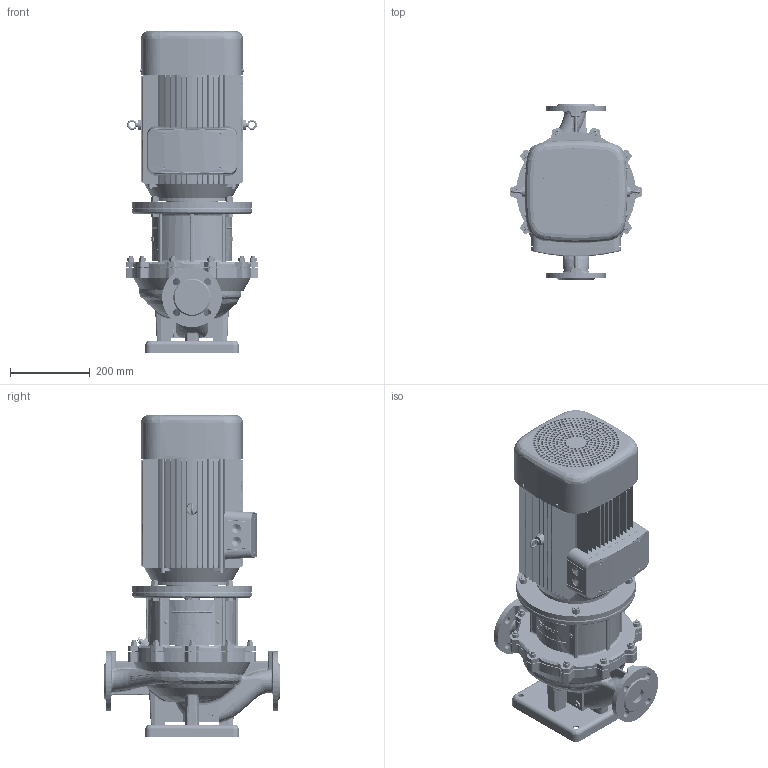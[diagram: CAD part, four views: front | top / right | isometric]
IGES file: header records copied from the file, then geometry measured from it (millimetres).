
Global section: file name: 015P2006; native system: AutoCAD 2021 — Русский (Russian),62HAutod; preprocessor: esk Translation Framework DWG producer (atf_dwg_producer); organization: unknown; date: 20230321.220311; units: millimetre
Bounding box: 334 x 440 x 809 mm (x, y, z)
Volume: 32095551.4 mm3; surface area: 2261586.9 mm2
Topology: 57 solids, 58 shells, 4695 faces, 13107 edges, 9220 vertices
Faces by surface type: bspline 4569, revolution 126
